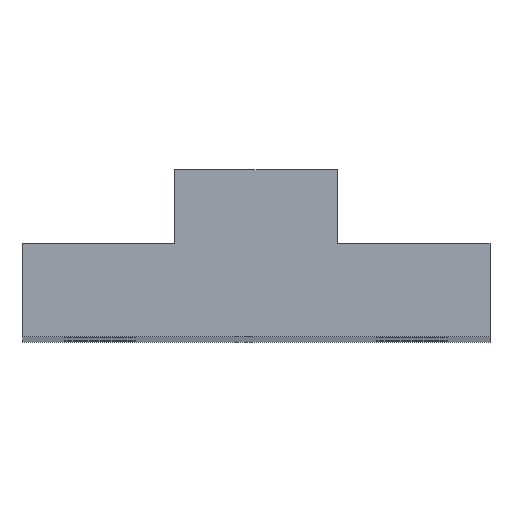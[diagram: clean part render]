
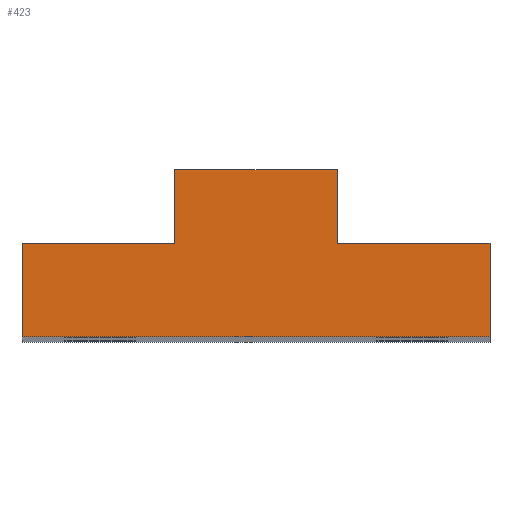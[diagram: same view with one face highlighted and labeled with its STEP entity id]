
A CAD part, top view. The second image highlights one B-rep face of the part: STEP entity #423.
In plain terms, the highlighted planar face has unit normal (0, 0, 1).
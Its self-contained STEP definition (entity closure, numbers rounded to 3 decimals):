
#5 = VECTOR ( 'NONE', #771, 1000. ) ;
#28 = CARTESIAN_POINT ( 'NONE',  ( 30., 0., 200. ) ) ;
#34 = VERTEX_POINT ( 'NONE', #844 ) ;
#36 = CARTESIAN_POINT ( 'NONE',  ( 9.8, 10.7, 200. ) ) ;
#38 = DIRECTION ( 'NONE',  ( -1., 0., 0. ) ) ;
#97 = DIRECTION ( 'NONE',  ( 0., 1., 0. ) ) ;
#98 = AXIS2_PLACEMENT_3D ( 'NONE', #900, #666, #38 ) ;
#102 = EDGE_CURVE ( 'NONE', #1211, #868, #264, .T. ) ;
#119 = ORIENTED_EDGE ( 'NONE', *, *, #1290, .F. ) ;
#203 = LINE ( 'NONE', #567, #849 ) ;
#252 = EDGE_CURVE ( 'NONE', #1143, #886, #809, .T. ) ;
#264 = LINE ( 'NONE', #1089, #766 ) ;
#284 = EDGE_CURVE ( 'NONE', #868, #886, #687, .T. ) ;
#295 = CARTESIAN_POINT ( 'NONE',  ( 9.8, 6., 200. ) ) ;
#299 = DIRECTION ( 'NONE',  ( 1., 0., 0. ) ) ;
#310 = VECTOR ( 'NONE', #1450, 1000. ) ;
#340 = CARTESIAN_POINT ( 'NONE',  ( 20.2, 6., 200. ) ) ;
#410 = PLANE ( 'NONE',  #98 ) ;
#423 = ADVANCED_FACE ( 'NONE', ( #631 ), #410, .F. ) ;
#470 = LINE ( 'NONE', #975, #310 ) ;
#552 = DIRECTION ( 'NONE',  ( 1., 0., 0. ) ) ;
#567 = CARTESIAN_POINT ( 'NONE',  ( 0., 0., 200. ) ) ;
#571 = EDGE_CURVE ( 'NONE', #34, #1041, #203, .T. ) ;
#598 = DIRECTION ( 'NONE',  ( 0., 1., 0. ) ) ;
#625 = LINE ( 'NONE', #1372, #1386 ) ;
#631 = FACE_OUTER_BOUND ( 'NONE', #670, .T. ) ;
#633 = DIRECTION ( 'NONE',  ( 1., 0., 0. ) ) ;
#660 = VECTOR ( 'NONE', #97, 1000. ) ;
#666 = DIRECTION ( 'NONE',  ( 0., 0., -1. ) ) ;
#670 = EDGE_LOOP ( 'NONE', ( #1399, #1057, #1008, #1457, #1486, #745, #1406, #119 ) ) ;
#687 = LINE ( 'NONE', #1292, #1066 ) ;
#745 = ORIENTED_EDGE ( 'NONE', *, *, #1209, .T. ) ;
#750 = VERTEX_POINT ( 'NONE', #28 ) ;
#753 = CARTESIAN_POINT ( 'NONE',  ( 30., 6., 200. ) ) ;
#766 = VECTOR ( 'NONE', #598, 1000. ) ;
#769 = VERTEX_POINT ( 'NONE', #753 ) ;
#771 = DIRECTION ( 'NONE',  ( 0., 1., 0. ) ) ;
#787 = CARTESIAN_POINT ( 'NONE',  ( 30., 0., 200. ) ) ;
#800 = EDGE_CURVE ( 'NONE', #750, #769, #1370, .T. ) ;
#808 = CARTESIAN_POINT ( 'NONE',  ( 20.2, 10.7, 200. ) ) ;
#809 = LINE ( 'NONE', #340, #660 ) ;
#844 = CARTESIAN_POINT ( 'NONE',  ( 0., 0., 200. ) ) ;
#849 = VECTOR ( 'NONE', #1555, 1000. ) ;
#853 = CARTESIAN_POINT ( 'NONE',  ( 0., 6., 200. ) ) ;
#868 = VERTEX_POINT ( 'NONE', #36 ) ;
#886 = VERTEX_POINT ( 'NONE', #808 ) ;
#900 = CARTESIAN_POINT ( 'NONE',  ( 0., 0., 200. ) ) ;
#920 = CARTESIAN_POINT ( 'NONE',  ( 20.2, 6., 200. ) ) ;
#975 = CARTESIAN_POINT ( 'NONE',  ( 0., 6., 200. ) ) ;
#1008 = ORIENTED_EDGE ( 'NONE', *, *, #102, .F. ) ;
#1041 = VERTEX_POINT ( 'NONE', #853 ) ;
#1057 = ORIENTED_EDGE ( 'NONE', *, *, #284, .F. ) ;
#1066 = VECTOR ( 'NONE', #552, 1000. ) ;
#1074 = VECTOR ( 'NONE', #299, 1000. ) ;
#1089 = CARTESIAN_POINT ( 'NONE',  ( 9.8, 6., 200. ) ) ;
#1143 = VERTEX_POINT ( 'NONE', #1252 ) ;
#1209 = EDGE_CURVE ( 'NONE', #34, #750, #625, .T. ) ;
#1211 = VERTEX_POINT ( 'NONE', #295 ) ;
#1252 = CARTESIAN_POINT ( 'NONE',  ( 20.2, 6., 200. ) ) ;
#1290 = EDGE_CURVE ( 'NONE', #1143, #769, #1544, .T. ) ;
#1292 = CARTESIAN_POINT ( 'NONE',  ( 9.8, 10.7, 200. ) ) ;
#1370 = LINE ( 'NONE', #787, #5 ) ;
#1372 = CARTESIAN_POINT ( 'NONE',  ( 0., 0., 200. ) ) ;
#1386 = VECTOR ( 'NONE', #633, 1000. ) ;
#1399 = ORIENTED_EDGE ( 'NONE', *, *, #252, .T. ) ;
#1406 = ORIENTED_EDGE ( 'NONE', *, *, #800, .T. ) ;
#1450 = DIRECTION ( 'NONE',  ( 1., 0., 0. ) ) ;
#1457 = ORIENTED_EDGE ( 'NONE', *, *, #1482, .F. ) ;
#1482 = EDGE_CURVE ( 'NONE', #1041, #1211, #470, .T. ) ;
#1486 = ORIENTED_EDGE ( 'NONE', *, *, #571, .F. ) ;
#1544 = LINE ( 'NONE', #920, #1074 ) ;
#1555 = DIRECTION ( 'NONE',  ( 0., 1., 0. ) ) ;
